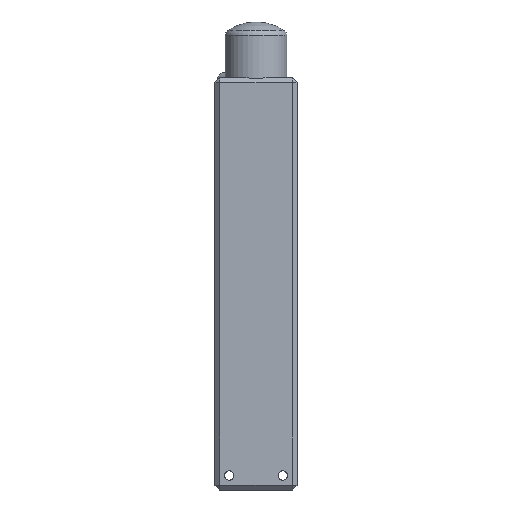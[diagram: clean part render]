
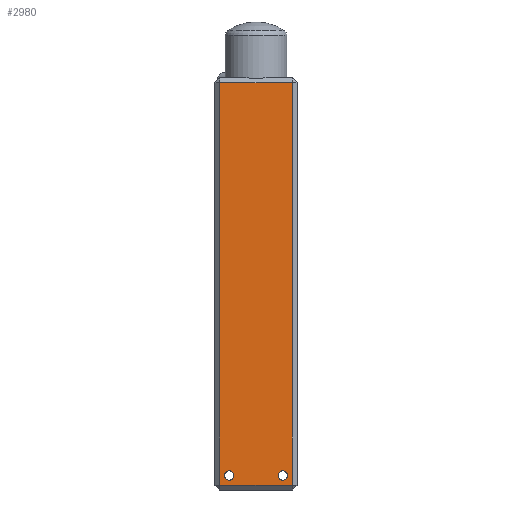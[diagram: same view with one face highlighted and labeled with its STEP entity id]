
A CAD part, left-side view. The second image highlights one B-rep face of the part: STEP entity #2980.
In plain terms, the highlighted planar face has unit normal (-1, 0, 0).
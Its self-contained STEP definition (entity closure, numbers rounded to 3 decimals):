
#98=FACE_BOUND('',#644,.T.);
#99=FACE_BOUND('',#645,.T.);
#281=PLANE('',#3263);
#453=FACE_OUTER_BOUND('',#643,.T.);
#643=EDGE_LOOP('',(#2717,#2718,#2719,#2720));
#644=EDGE_LOOP('',(#2721));
#645=EDGE_LOOP('',(#2722));
#882=LINE('',#8879,#1142);
#890=LINE('',#8894,#1150);
#891=LINE('',#8896,#1151);
#897=LINE('',#8913,#1157);
#1142=VECTOR('',#3921,10.);
#1150=VECTOR('',#3939,10.);
#1151=VECTOR('',#3942,10.);
#1157=VECTOR('',#3964,10.);
#1208=CIRCLE('',#3134,2.25);
#1212=CIRCLE('',#3141,2.25);
#1362=VERTEX_POINT('',#7086);
#1366=VERTEX_POINT('',#7100);
#1494=VERTEX_POINT('',#8867);
#1495=VERTEX_POINT('',#8874);
#1496=VERTEX_POINT('',#8881);
#1497=VERTEX_POINT('',#8890);
#1671=EDGE_CURVE('',#1362,#1362,#1208,.T.);
#1678=EDGE_CURVE('',#1366,#1366,#1212,.T.);
#1884=EDGE_CURVE('',#1495,#1494,#882,.T.);
#1892=EDGE_CURVE('',#1496,#1497,#890,.T.);
#1893=EDGE_CURVE('',#1497,#1495,#891,.T.);
#1901=EDGE_CURVE('',#1494,#1496,#897,.T.);
#2717=ORIENTED_EDGE('',*,*,#1892,.F.);
#2718=ORIENTED_EDGE('',*,*,#1901,.F.);
#2719=ORIENTED_EDGE('',*,*,#1884,.F.);
#2720=ORIENTED_EDGE('',*,*,#1893,.F.);
#2721=ORIENTED_EDGE('',*,*,#1671,.T.);
#2722=ORIENTED_EDGE('',*,*,#1678,.T.);
#2980=ADVANCED_FACE('',(#453,#98,#99),#281,.T.);
#3134=AXIS2_PLACEMENT_3D('',#7088,#3569,#3570);
#3141=AXIS2_PLACEMENT_3D('',#7102,#3586,#3587);
#3263=AXIS2_PLACEMENT_3D('',#8945,#4008,#4009);
#3569=DIRECTION('center_axis',(1.,0.,0.));
#3570=DIRECTION('ref_axis',(0.,1.,0.));
#3586=DIRECTION('center_axis',(1.,0.,0.));
#3587=DIRECTION('ref_axis',(0.,1.,0.));
#3921=DIRECTION('',(0.,1.,0.));
#3939=DIRECTION('',(0.,-1.,0.));
#3942=DIRECTION('',(0.,0.,-1.));
#3964=DIRECTION('',(0.,0.,1.));
#4008=DIRECTION('center_axis',(-1.,0.,0.));
#4009=DIRECTION('ref_axis',(0.,0.,1.));
#7086=CARTESIAN_POINT('',(-20.,-15.25,-83.));
#7088=CARTESIAN_POINT('Origin',(-20.,-13.,-83.));
#7100=CARTESIAN_POINT('',(-20.,10.75,-83.));
#7102=CARTESIAN_POINT('Origin',(-20.,13.,-83.));
#8867=CARTESIAN_POINT('',(-20.,17.6,-87.6));
#8874=CARTESIAN_POINT('',(-20.,-17.6,-87.6));
#8879=CARTESIAN_POINT('',(-20.,0.,-87.6));
#8881=CARTESIAN_POINT('',(-20.,17.6,107.6));
#8890=CARTESIAN_POINT('',(-20.,-17.6,107.6));
#8894=CARTESIAN_POINT('',(-20.,0.,107.6));
#8896=CARTESIAN_POINT('',(-20.,-17.6,-40.));
#8913=CARTESIAN_POINT('',(-20.,17.6,-40.));
#8945=CARTESIAN_POINT('Origin',(-20.,0.,-90.));
